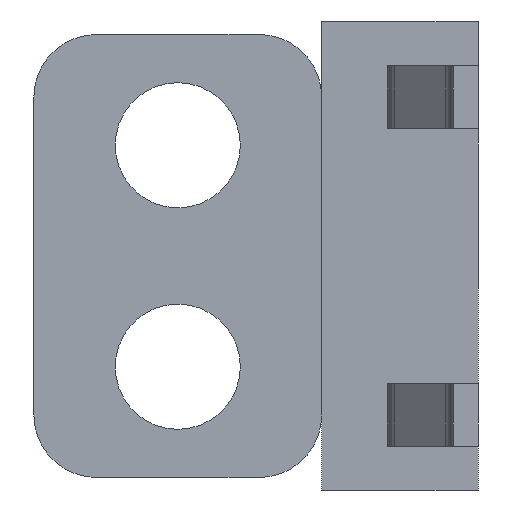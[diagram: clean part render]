
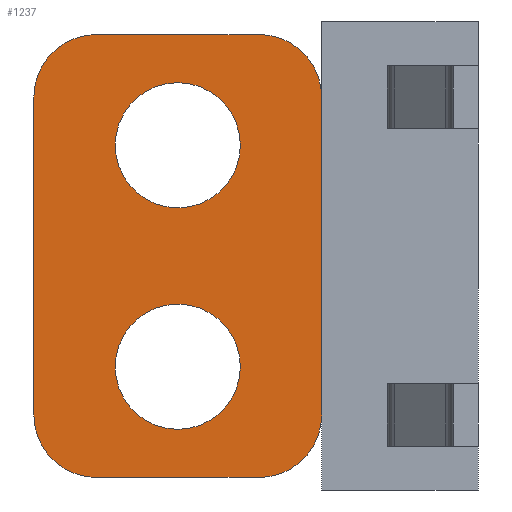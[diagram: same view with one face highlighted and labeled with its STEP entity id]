
A CAD part, left-side view. The second image highlights one B-rep face of the part: STEP entity #1237.
In plain terms, the highlighted planar face has unit normal (-1, 0, 0).
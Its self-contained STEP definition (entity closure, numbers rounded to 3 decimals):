
#25 = AXIS2_PLACEMENT_3D ( 'NONE', #1016, #1389, #136 ) ;
#27 = EDGE_CURVE ( 'NONE', #1938, #1468, #1483, .T. ) ;
#54 = ORIENTED_EDGE ( 'NONE', *, *, #2657, .T. ) ;
#62 = EDGE_CURVE ( 'NONE', #1938, #449, #670, .T. ) ;
#68 = CARTESIAN_POINT ( 'NONE',  ( -0.745, 10.941, 1.77 ) ) ;
#92 = DIRECTION ( 'NONE',  ( 1., 0., 0. ) ) ;
#105 = EDGE_LOOP ( 'NONE', ( #2827, #1159 ) ) ;
#136 = DIRECTION ( 'NONE',  ( 0., 0., -1. ) ) ;
#190 = CARTESIAN_POINT ( 'NONE',  ( -0.745, 1.25, 1.27 ) ) ;
#212 = DIRECTION ( 'NONE',  ( 0., 0., -1. ) ) ;
#214 = DIRECTION ( 'NONE',  ( 0., 0., 1. ) ) ;
#217 = DIRECTION ( 'NONE',  ( -1., 0., 0. ) ) ;
#236 = CARTESIAN_POINT ( 'NONE',  ( -0.745, 3.55, -1.27 ) ) ;
#266 = CARTESIAN_POINT ( 'NONE',  ( -0.745, 2.4, 1.385 ) ) ;
#300 = DIRECTION ( 'NONE',  ( 1., 0., 0. ) ) ;
#304 = FACE_OUTER_BOUND ( 'NONE', #742, .T. ) ;
#320 = CARTESIAN_POINT ( 'NONE',  ( -0.745, 3.55, 1.77 ) ) ;
#384 = EDGE_CURVE ( 'NONE', #767, #788, #436, .T. ) ;
#393 = ORIENTED_EDGE ( 'NONE', *, *, #27, .T. ) ;
#436 = CIRCLE ( 'NONE', #2039, 0.5 ) ;
#449 = VERTEX_POINT ( 'NONE', #2442 ) ;
#498 = DIRECTION ( 'NONE',  ( 0., 0., 1. ) ) ;
#524 = PLANE ( 'NONE',  #715 ) ;
#550 = DIRECTION ( 'NONE',  ( 0., -1., 0. ) ) ;
#593 = EDGE_CURVE ( 'NONE', #1468, #1634, #1644, .T. ) ;
#611 = ORIENTED_EDGE ( 'NONE', *, *, #593, .T. ) ;
#636 = VERTEX_POINT ( 'NONE', #1231 ) ;
#670 = LINE ( 'NONE', #320, #1248 ) ;
#683 = CARTESIAN_POINT ( 'NONE',  ( -0.745, 1.75, 1.27 ) ) ;
#687 = VERTEX_POINT ( 'NONE', #1743 ) ;
#703 = CARTESIAN_POINT ( 'NONE',  ( -0.745, 1.75, 1.77 ) ) ;
#711 = CARTESIAN_POINT ( 'NONE',  ( -0.745, 10.941, 1.77 ) ) ;
#714 = CIRCLE ( 'NONE', #2316, 0.5 ) ;
#715 = AXIS2_PLACEMENT_3D ( 'NONE', #68, #744, #1584 ) ;
#725 = VECTOR ( 'NONE', #214, 1000. ) ;
#742 = EDGE_LOOP ( 'NONE', ( #54, #2120, #2401, #1513, #1349, #393, #611, #2561 ) ) ;
#744 = DIRECTION ( 'NONE',  ( 1., 0., 0. ) ) ;
#750 = EDGE_CURVE ( 'NONE', #1614, #2022, #714, .T. ) ;
#767 = VERTEX_POINT ( 'NONE', #190 ) ;
#788 = VERTEX_POINT ( 'NONE', #703 ) ;
#814 = EDGE_LOOP ( 'NONE', ( #878, #2294 ) ) ;
#859 = CARTESIAN_POINT ( 'NONE',  ( -0.745, 3.05, -1.27 ) ) ;
#875 = CARTESIAN_POINT ( 'NONE',  ( -0.745, 1.25, 1.77 ) ) ;
#878 = ORIENTED_EDGE ( 'NONE', *, *, #750, .T. ) ;
#888 = AXIS2_PLACEMENT_3D ( 'NONE', #859, #1110, #212 ) ;
#924 = DIRECTION ( 'NONE',  ( 0., 0., -1. ) ) ;
#994 = EDGE_CURVE ( 'NONE', #1634, #2070, #2133, .T. ) ;
#1005 = DIRECTION ( 'NONE',  ( 0., 0., -1. ) ) ;
#1010 = EDGE_CURVE ( 'NONE', #687, #636, #2591, .T. ) ;
#1016 = CARTESIAN_POINT ( 'NONE',  ( -0.745, 1.75, -1.27 ) ) ;
#1110 = DIRECTION ( 'NONE',  ( -1., 0., 0. ) ) ;
#1159 = ORIENTED_EDGE ( 'NONE', *, *, #1010, .T. ) ;
#1175 = CARTESIAN_POINT ( 'NONE',  ( -0.745, 2.4, -0.885 ) ) ;
#1220 = EDGE_CURVE ( 'NONE', #1650, #788, #1385, .T. ) ;
#1231 = CARTESIAN_POINT ( 'NONE',  ( -0.745, 2.4, -1.385 ) ) ;
#1237 = ADVANCED_FACE ( 'NONE', ( #1400, #2030, #304 ), #524, .F. ) ;
#1248 = VECTOR ( 'NONE', #498, 1000. ) ;
#1274 = DIRECTION ( 'NONE',  ( 0., 0., -1. ) ) ;
#1296 = LINE ( 'NONE', #875, #725 ) ;
#1349 = ORIENTED_EDGE ( 'NONE', *, *, #62, .F. ) ;
#1382 = CARTESIAN_POINT ( 'NONE',  ( -0.745, 3.05, 1.77 ) ) ;
#1385 = LINE ( 'NONE', #711, #2411 ) ;
#1389 = DIRECTION ( 'NONE',  ( -1., 0., 0. ) ) ;
#1400 = FACE_BOUND ( 'NONE', #105, .T. ) ;
#1468 = VERTEX_POINT ( 'NONE', #2803 ) ;
#1483 = CIRCLE ( 'NONE', #888, 0.5 ) ;
#1489 = CARTESIAN_POINT ( 'NONE',  ( -0.745, 3.05, 1.27 ) ) ;
#1503 = AXIS2_PLACEMENT_3D ( 'NONE', #1851, #1662, #2105 ) ;
#1513 = ORIENTED_EDGE ( 'NONE', *, *, #2237, .T. ) ;
#1519 = DIRECTION ( 'NONE',  ( 1., 0., 0. ) ) ;
#1541 = AXIS2_PLACEMENT_3D ( 'NONE', #2060, #300, #924 ) ;
#1582 = AXIS2_PLACEMENT_3D ( 'NONE', #1175, #92, #1005 ) ;
#1584 = DIRECTION ( 'NONE',  ( 0., 0., -1. ) ) ;
#1614 = VERTEX_POINT ( 'NONE', #1626 ) ;
#1626 = CARTESIAN_POINT ( 'NONE',  ( -0.745, 2.4, 0.385 ) ) ;
#1632 = DIRECTION ( 'NONE',  ( 0., -1., 0. ) ) ;
#1634 = VERTEX_POINT ( 'NONE', #2211 ) ;
#1644 = LINE ( 'NONE', #2516, #1902 ) ;
#1650 = VERTEX_POINT ( 'NONE', #1382 ) ;
#1662 = DIRECTION ( 'NONE',  ( 1., 0., 0. ) ) ;
#1663 = EDGE_CURVE ( 'NONE', #2022, #1614, #2732, .T. ) ;
#1725 = CARTESIAN_POINT ( 'NONE',  ( -0.745, 2.4, 0.885 ) ) ;
#1743 = CARTESIAN_POINT ( 'NONE',  ( -0.745, 2.4, -0.385 ) ) ;
#1767 = CARTESIAN_POINT ( 'NONE',  ( -0.745, 1.25, -1.27 ) ) ;
#1851 = CARTESIAN_POINT ( 'NONE',  ( -0.745, 2.4, -0.885 ) ) ;
#1902 = VECTOR ( 'NONE', #550, 1000. ) ;
#1921 = DIRECTION ( 'NONE',  ( 0., 0., -1. ) ) ;
#1938 = VERTEX_POINT ( 'NONE', #236 ) ;
#2000 = DIRECTION ( 'NONE',  ( 0., 0., -1. ) ) ;
#2022 = VERTEX_POINT ( 'NONE', #266 ) ;
#2030 = FACE_BOUND ( 'NONE', #814, .T. ) ;
#2039 = AXIS2_PLACEMENT_3D ( 'NONE', #683, #2256, #2000 ) ;
#2060 = CARTESIAN_POINT ( 'NONE',  ( -0.745, 2.4, 0.885 ) ) ;
#2070 = VERTEX_POINT ( 'NONE', #1767 ) ;
#2099 = AXIS2_PLACEMENT_3D ( 'NONE', #1489, #217, #1921 ) ;
#2105 = DIRECTION ( 'NONE',  ( 0., 0., -1. ) ) ;
#2120 = ORIENTED_EDGE ( 'NONE', *, *, #384, .T. ) ;
#2133 = CIRCLE ( 'NONE', #25, 0.5 ) ;
#2211 = CARTESIAN_POINT ( 'NONE',  ( -0.745, 1.75, -1.77 ) ) ;
#2237 = EDGE_CURVE ( 'NONE', #1650, #449, #2833, .T. ) ;
#2256 = DIRECTION ( 'NONE',  ( -1., 0., 0. ) ) ;
#2294 = ORIENTED_EDGE ( 'NONE', *, *, #1663, .T. ) ;
#2316 = AXIS2_PLACEMENT_3D ( 'NONE', #1725, #1519, #1274 ) ;
#2401 = ORIENTED_EDGE ( 'NONE', *, *, #1220, .F. ) ;
#2411 = VECTOR ( 'NONE', #1632, 1000. ) ;
#2442 = CARTESIAN_POINT ( 'NONE',  ( -0.745, 3.55, 1.27 ) ) ;
#2516 = CARTESIAN_POINT ( 'NONE',  ( -0.745, 10.941, -1.77 ) ) ;
#2535 = EDGE_CURVE ( 'NONE', #636, #687, #2739, .T. ) ;
#2561 = ORIENTED_EDGE ( 'NONE', *, *, #994, .T. ) ;
#2591 = CIRCLE ( 'NONE', #1582, 0.5 ) ;
#2657 = EDGE_CURVE ( 'NONE', #2070, #767, #1296, .T. ) ;
#2732 = CIRCLE ( 'NONE', #1541, 0.5 ) ;
#2739 = CIRCLE ( 'NONE', #1503, 0.5 ) ;
#2803 = CARTESIAN_POINT ( 'NONE',  ( -0.745, 3.05, -1.77 ) ) ;
#2827 = ORIENTED_EDGE ( 'NONE', *, *, #2535, .T. ) ;
#2833 = CIRCLE ( 'NONE', #2099, 0.5 ) ;
